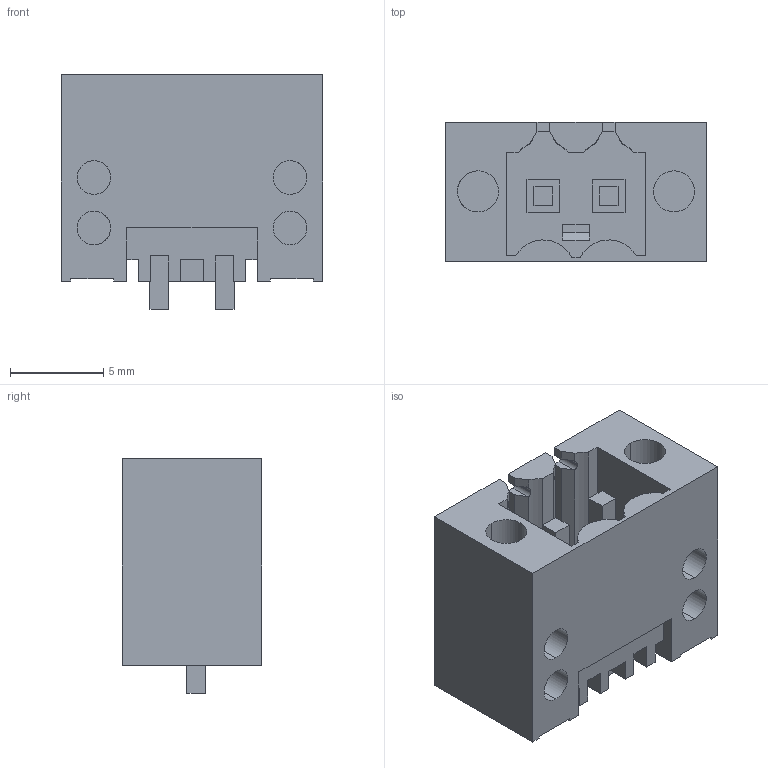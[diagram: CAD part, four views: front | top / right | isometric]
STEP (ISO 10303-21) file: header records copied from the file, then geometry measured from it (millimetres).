
FILE_DESCRIPTION(('CATIA V5 STEP Exchange','CAx-IF Rec.Pracs.--- Model Styling and Organization---1.2---2011-12-15'),'2;1');
FILE_NAME ('D1455595_0_1760962001_1760962001.stp','2018-03-20T08:53:09+00:00',('none'),('Weidmueller'),'CATIA Version 5-6 Release 2014','CATIA V5 STEP AP214','none');
FILE_SCHEMA(('AUTOMOTIVE_DESIGN { 1 0 10303 214 1 1 1 1 }'));
Length unit declared in the file: millimetre
Products named in the file (1): 1760962001
Bounding box: 14 x 7.45 x 12.55 mm (x, y, z)
Volume: 672.4 mm3; surface area: 1338.2 mm2
Topology: 3 solids, 3 shells, 248 faces, 669 edges, 444 vertices
Faces by surface type: plane 212, cylinder 36
Entity records: 8237 total; most frequent: CARTESIAN_POINT 1814, ORIENTED_EDGE 1338, DIRECTION 1119, EDGE_CURVE 669, VECTOR 589, LINE 589, VERTEX_POINT 444, AXIS2_PLACEMENT_3D 282
